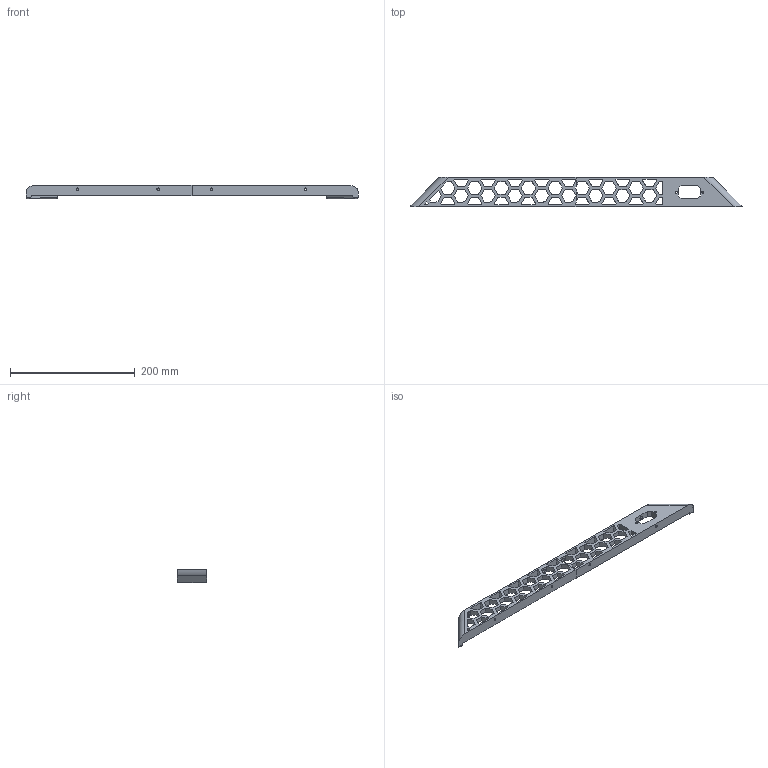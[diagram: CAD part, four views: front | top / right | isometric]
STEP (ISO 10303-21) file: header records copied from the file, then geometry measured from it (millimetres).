
FILE_DESCRIPTION(/* description */ (''),/* implementation_level */ '2;1');
FILE_NAME(/* name */ 'Back-Hcomb-Left RJ45 v2.step',/* time_stamp */ '2021-06-24T10:30:47+01:00',/* author */ (''),/* organization */ (''),/* preprocessor_version */ 'ST-DEVELOPER v18.1',/* originating_system */ 'Autodesk Translation Framework v10.9.0.1377',/* authorisation */ '');
FILE_SCHEMA (('AUTOMOTIVE_DESIGN { 1 0 10303 214 3 1 1 }'));
Length unit declared in the file: millimetre
Products named in the file (1): Back-Hcomb-Left RJ45
Bounding box: 531.72 x 46.8 x 21 mm (x, y, z)
Volume: 131131.8 mm3; surface area: 71065.5 mm2
Topology: 2 solids, 2 shells, 314 faces, 902 edges, 602 vertices
Faces by surface type: plane 274, cylinder 26, bspline 14
Full cylindrical faces by diameter (mm): 3.5 x2, 4 x8, 4.5 x2, 6 x8
Entity records: 17315 total; most frequent: CARTESIAN_POINT 9333, ORIENTED_EDGE 1804, DIRECTION 1310, EDGE_CURVE 902, LINE 612, VECTOR 612, VERTEX_POINT 602, EDGE_LOOP 414
